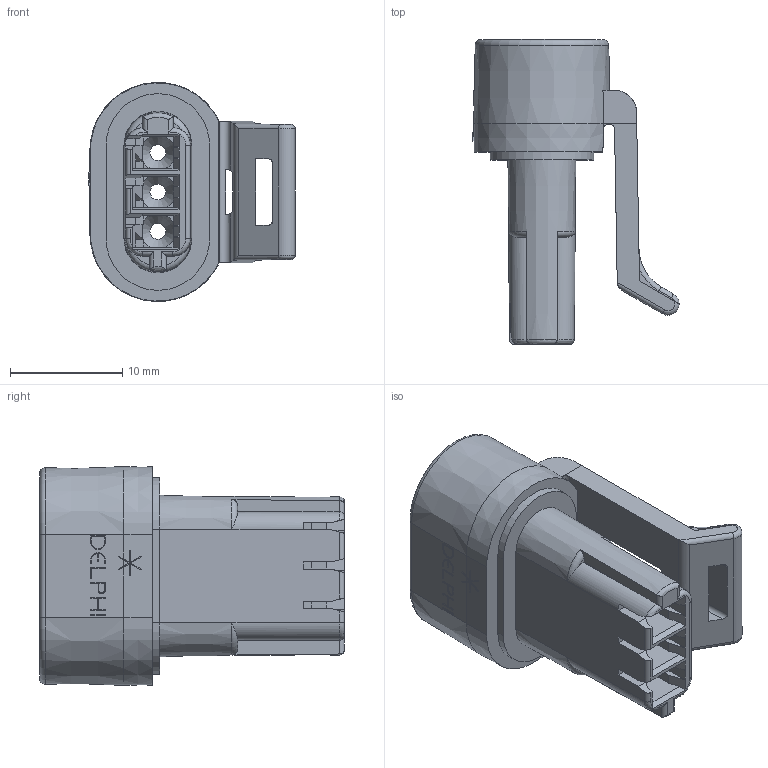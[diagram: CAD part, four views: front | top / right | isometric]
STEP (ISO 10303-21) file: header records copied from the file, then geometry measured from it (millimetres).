
FILE_DESCRIPTION(/* description */ (''),/* implementation_level */ '2;1');
FILE_NAME(/* name */ '12162278_01AA-CONN.stp',/* time_stamp */ '2023-06-16T14:10:50+08:00',/* author */ (''),/* organization */ (''),/* preprocessor_version */ 'ST-DEVELOPER v16',/* originating_system */ 'SIEMENS PLM Software NX 11.0',/* authorisation */ '');
FILE_SCHEMA (('AUTOMOTIVE_DESIGN { 1 0 10303 214 3 1 1 1 }'));
Length unit declared in the file: millimetre
Products named in the file (3): 12092862-DEF00_02-SEAL; 12162272_01AE-CONN; 12162278_01AA-CONN
Assembly tree (2 placements, depth 2):
  12162278_01AA-CONN
    12162272_01AE-CONN
    12092862-DEF00_02-SEAL
Bounding box: 18.35 x 27.1 x 19.48 mm (x, y, z)
Volume: 2758.5 mm3; surface area: 3846.7 mm2
Topology: 2 solids, 2 shells, 519 faces, 1354 edges, 862 vertices
Faces by surface type: plane 357, cylinder 74, cone 36, torus 30, sphere 12, bspline 10
Full cylindrical faces by diameter (mm): 1.4 x3
Entity records: 16727 total; most frequent: CARTESIAN_POINT 3388, ORIENTED_EDGE 2684, DIRECTION 2560, EDGE_CURVE 1342, LINE 1042, VECTOR 1042, VERTEX_POINT 859, AXIS2_PLACEMENT_3D 759
